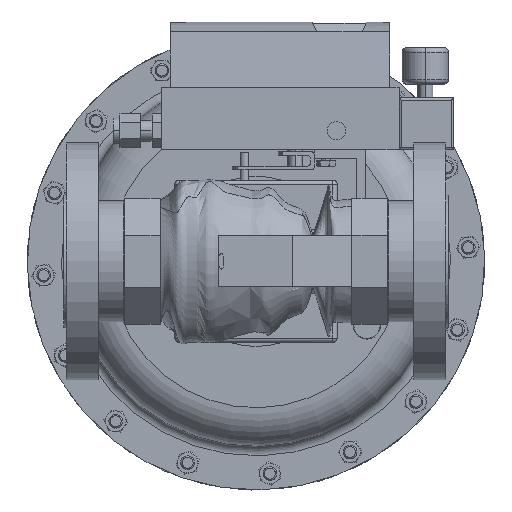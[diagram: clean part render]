
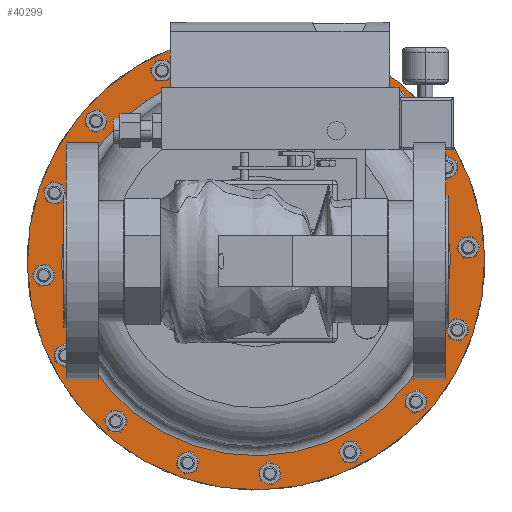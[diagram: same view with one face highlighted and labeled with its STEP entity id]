
A CAD part, front view. The second image highlights one B-rep face of the part: STEP entity #40299.
In plain terms, the highlighted planar face has unit normal (0, -1, 0).
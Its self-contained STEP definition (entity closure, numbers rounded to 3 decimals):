
#148 = EDGE_LOOP ( 'NONE', ( #19302, #1037 ) ) ;
#208 = CARTESIAN_POINT ( 'NONE',  ( -2.009, 10.603, -5.918 ) ) ;
#1037 = ORIENTED_EDGE ( 'NONE', *, *, #17064, .F. ) ;
#2430 = DIRECTION ( 'NONE',  ( 0., 1., 0. ) ) ;
#2573 = VERTEX_POINT ( 'NONE', #20300 ) ;
#3098 = VERTEX_POINT ( 'NONE', #19254 ) ;
#6441 = AXIS2_PLACEMENT_3D ( 'NONE', #208, #8244, #36170 ) ;
#7188 = AXIS2_PLACEMENT_3D ( 'NONE', #23397, #51300, #27430 ) ;
#8244 = DIRECTION ( 'NONE',  ( 0., -1., 0. ) ) ;
#8946 = EDGE_LOOP ( 'NONE', ( #25868, #26691 ) ) ;
#11679 = EDGE_CURVE ( 'NONE', #2573, #3098, #22079, .T. ) ;
#12344 = VERTEX_POINT ( 'NONE', #48774 ) ;
#12510 = CARTESIAN_POINT ( 'NONE',  ( 0., 10.603, 0. ) ) ;
#16134 = PLANE ( 'NONE',  #6441 ) ;
#16543 = DIRECTION ( 'NONE',  ( 0.947, 0., -0.321 ) ) ;
#17064 = EDGE_CURVE ( 'NONE', #33162, #12344, #24852, .T. ) ;
#18160 = DIRECTION ( 'NONE',  ( 0., 1., 0. ) ) ;
#19254 = CARTESIAN_POINT ( 'NONE',  ( -5.033, 10.603, 1.708 ) ) ;
#19302 = ORIENTED_EDGE ( 'NONE', *, *, #47941, .F. ) ;
#19383 = CIRCLE ( 'NONE', #38162, 6.25 ) ;
#20300 = CARTESIAN_POINT ( 'NONE',  ( 5.033, 10.603, -1.708 ) ) ;
#22079 = CIRCLE ( 'NONE', #7188, 5.315 ) ;
#22228 = FACE_BOUND ( 'NONE', #8946, .T. ) ;
#23397 = CARTESIAN_POINT ( 'NONE',  ( 0., 10.603, 0. ) ) ;
#24852 = CIRCLE ( 'NONE', #31412, 6.25 ) ;
#25868 = ORIENTED_EDGE ( 'NONE', *, *, #11679, .T. ) ;
#26134 = CARTESIAN_POINT ( 'NONE',  ( -5.918, 10.603, 2.009 ) ) ;
#26365 = CARTESIAN_POINT ( 'NONE',  ( 0., 10.603, 0. ) ) ;
#26691 = ORIENTED_EDGE ( 'NONE', *, *, #46615, .T. ) ;
#27430 = DIRECTION ( 'NONE',  ( 0.947, 0., -0.321 ) ) ;
#30384 = DIRECTION ( 'NONE',  ( 0.947, 0., -0.321 ) ) ;
#31412 = AXIS2_PLACEMENT_3D ( 'NONE', #42057, #18160, #46066 ) ;
#33162 = VERTEX_POINT ( 'NONE', #26134 ) ;
#33204 = CIRCLE ( 'NONE', #42141, 5.315 ) ;
#36170 = DIRECTION ( 'NONE',  ( -0.947, 0., 0.321 ) ) ;
#38162 = AXIS2_PLACEMENT_3D ( 'NONE', #12510, #40434, #16543 ) ;
#40299 = ADVANCED_FACE ( 'NONE', ( #22228, #43480 ), #16134, .T. ) ;
#40434 = DIRECTION ( 'NONE',  ( 0., 1., 0. ) ) ;
#42057 = CARTESIAN_POINT ( 'NONE',  ( 0., 10.603, 0. ) ) ;
#42141 = AXIS2_PLACEMENT_3D ( 'NONE', #26365, #2430, #30384 ) ;
#43480 = FACE_OUTER_BOUND ( 'NONE', #148, .T. ) ;
#46066 = DIRECTION ( 'NONE',  ( 0.947, 0., -0.321 ) ) ;
#46615 = EDGE_CURVE ( 'NONE', #3098, #2573, #33204, .T. ) ;
#47941 = EDGE_CURVE ( 'NONE', #12344, #33162, #19383, .T. ) ;
#48774 = CARTESIAN_POINT ( 'NONE',  ( 5.918, 10.603, -2.009 ) ) ;
#51300 = DIRECTION ( 'NONE',  ( 0., 1., 0. ) ) ;
